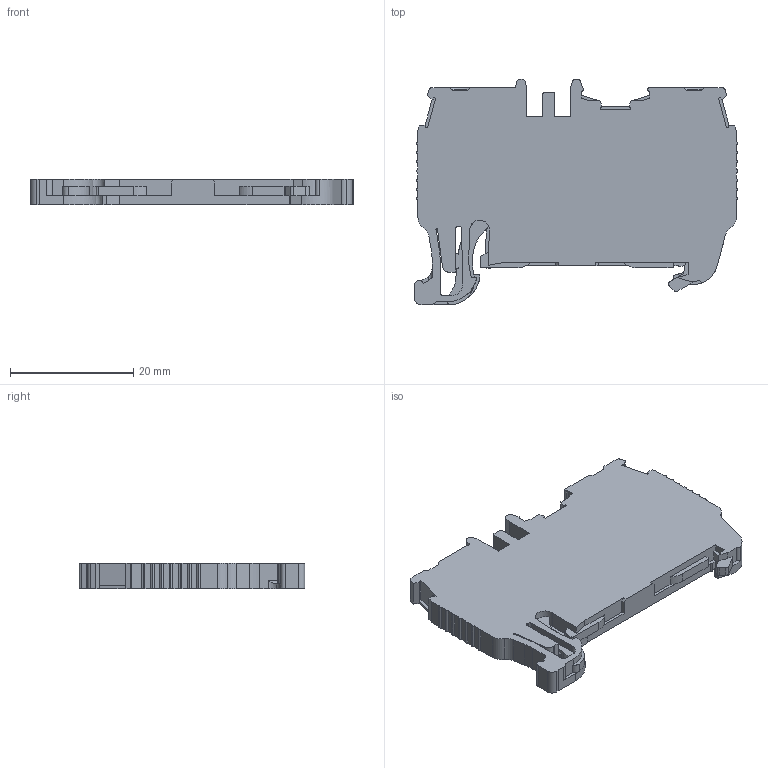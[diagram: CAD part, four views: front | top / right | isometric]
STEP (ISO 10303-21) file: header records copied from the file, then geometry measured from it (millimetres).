
FILE_DESCRIPTION (( 'STEP AP214' ), '1' );
FILE_NAME ('336440_PYK 1.5T.STP', '2014-01-17T09:02:59', ( 'arge' ), ( 'Microsoft' ), 'SwSTEP 2.0', 'SolidWorks 2013', '' );
FILE_SCHEMA (( 'AUTOMOTIVE_DESIGN' ));
Length unit declared in the file: millimetre
Products named in the file (1): 336440_PYK 1.5T
Bounding box: 52.38 x 36.62 x 4.15 mm (x, y, z)
Volume: 5839.8 mm3; surface area: 4064.2 mm2
Topology: 1 solids, 1 shells, 355 faces, 1016 edges, 666 vertices
Faces by surface type: plane 213, cylinder 125, cone 15, bspline 2
Entity records: 15013 total; most frequent: CARTESIAN_POINT 2176, ORIENTED_EDGE 2032, DIRECTION 1974, EDGE_CURVE 1016, VECTOR 702, LINE 702, VERTEX_POINT 666, AXIS2_PLACEMENT_3D 636
